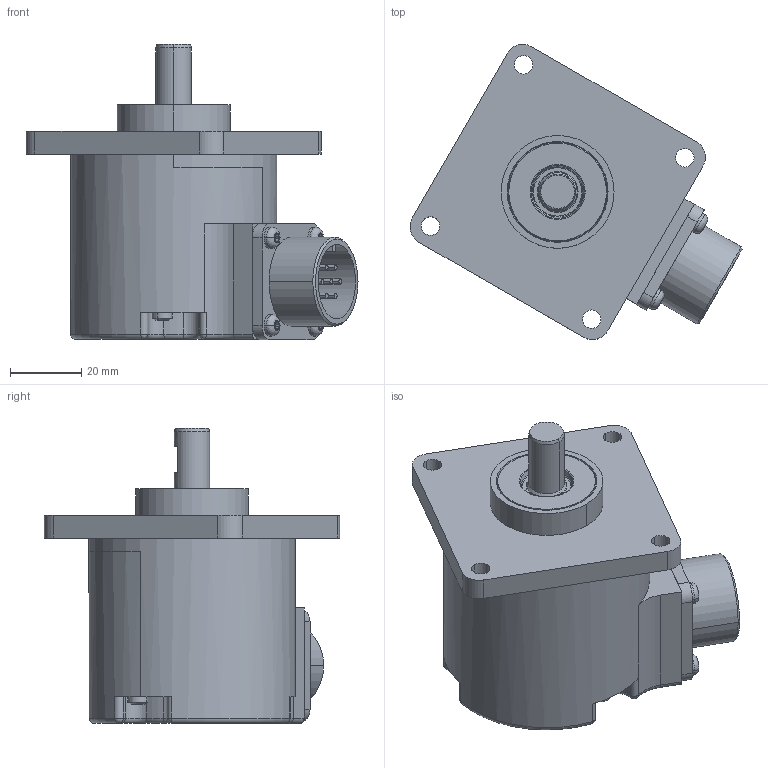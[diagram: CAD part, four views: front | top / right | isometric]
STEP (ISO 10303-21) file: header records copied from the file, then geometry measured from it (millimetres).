
FILE_DESCRIPTION((''),'2;1');
FILE_NAME('519675','2010-11-10T',('se2802'),(''),'PRO/ENGINEER BY PARAMETRIC TECHNOLOGY CORPORATION, 2010180','PRO/ENGINEER BY PARAMETRIC TECHNOLOGY CORPORATION, 2010180','');
FILE_SCHEMA(('CONFIG_CONTROL_DESIGN'));
Length unit declared in the file: millimetre
Products named in the file (1): 519675
Bounding box: 93.4 x 83.08 x 83.05 mm (x, y, z)
Volume: 180924.7 mm3; surface area: 26942.3 mm2
Topology: 1 solids, 2 shells, 1171 faces, 3150 edges, 2068 vertices
Faces by surface type: plane 529, extrusion 324, cylinder 251, torus 35, sphere 12, cone 12, bspline 8
Entity records: 40655 total; most frequent: CARTESIAN_POINT 12031, ORIENTED_EDGE 6300, DIRECTION 5175, EDGE_CURVE 3150, VERTEX_POINT 2068, VECTOR 1911, AXIS2_PLACEMENT_3D 1632, LINE 1587
